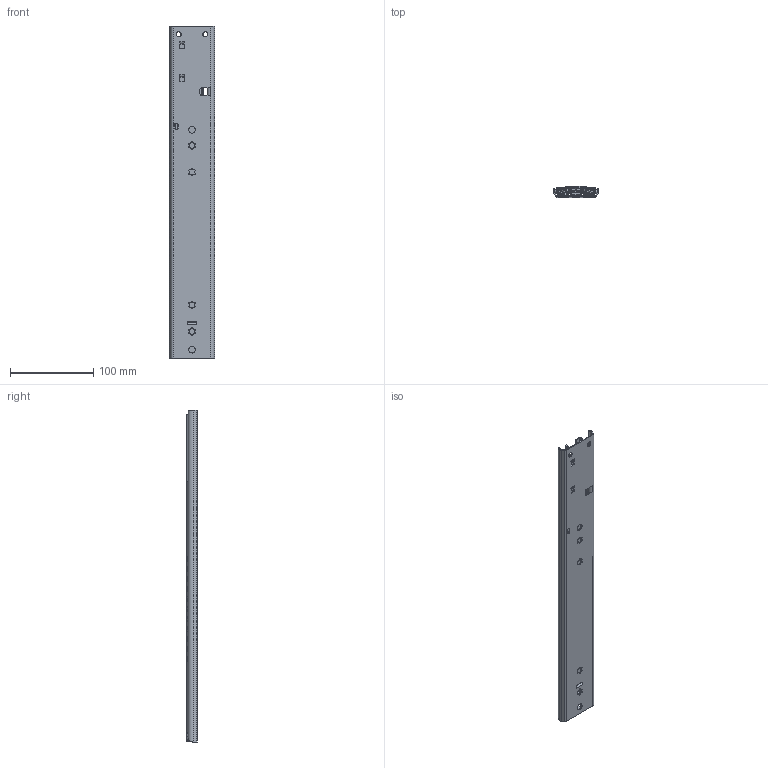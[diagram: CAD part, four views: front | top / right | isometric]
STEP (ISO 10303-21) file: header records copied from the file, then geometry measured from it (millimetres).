
FILE_DESCRIPTION(/* description */ ('Master Profielschetsen + Parameters'),/* implementation_level */ '2;1');
FILE_NAME(/* name */ '103-R93-03-in.stp',/* time_stamp */ '2015-05-06T11:39:49+02:00',/* author */ ('w.jans'),/* organization */ (''),/* preprocessor_version */ 'ST-DEVELOPER v15.6',/* originating_system */ 'Autodesk Inventor 2015',/* authorisation */ '');
FILE_SCHEMA (('AUTOMOTIVE_DESIGN { 1 0 10303 214 3 1 1 }'));
Length unit declared in the file: millimetre
Products named in the file (14): E000017657; E000017658; E000017669; E000017655; E000017666; E000017665; E000017660; E000017668; E000017661; E000017663; E000017664; E000017662; E000017667; E000017656
Assembly tree (57 placements, depth 3):
  E000017656
    E000017657
    E000017669
      E000017658
    E000017665
      E000017655
      E000017666  x22
    E000017668
      E000017660
    E000017664
      E000017661
      E000017663  x24
    E000017667
      E000017662
Bounding box: 55.3 x 12.75 x 400 mm (x, y, z)
Volume: 101134 mm3; surface area: 158587.9 mm2
Topology: 51 solids, 51 shells, 1232 faces, 3843 edges, 2764 vertices
Faces by surface type: plane 610, cylinder 522, sphere 46, cone 42, bspline 12
Full cylindrical faces by diameter (mm): 4.76 x24, 5.56 x22, 6 x2, 8 x4, 12 x2
Entity records: 43651 total; most frequent: CARTESIAN_POINT 9800, DIRECTION 7113, ORIENTED_EDGE 6914, EDGE_CURVE 3457, AXIS2_PLACEMENT_3D 2391, LINE 2331, VECTOR 2331, VERTEX_POINT 2284
